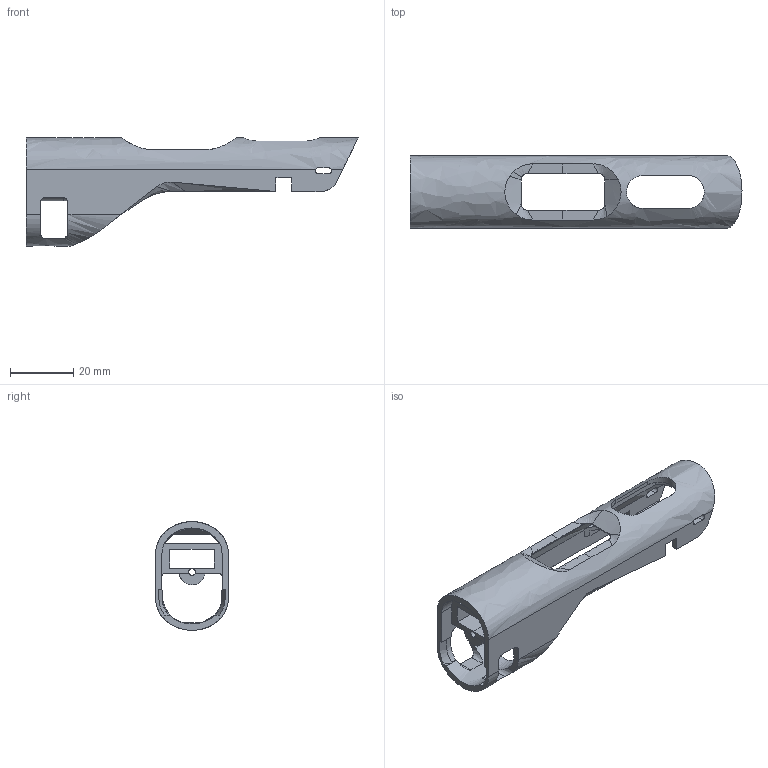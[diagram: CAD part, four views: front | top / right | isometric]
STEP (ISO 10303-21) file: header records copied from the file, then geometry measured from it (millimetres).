
FILE_DESCRIPTION(/* description */ (''),/* implementation_level */ '2;1');
FILE_NAME(/* name */ 'MAIN_B~1',/* time_stamp */ '2019-10-18T18:10:09+02:00',/* author */ (''),/* organization */ (''),/* preprocessor_version */ 'ST-DEVELOPER v16.5',/* originating_system */ '',/* authorisation */ '');
FILE_SCHEMA (('AUTOMOTIVE_DESIGN'));
Length unit declared in the file: millimetre
Products named in the file (1): Document
Bounding box: 105.13 x 23 x 34.41 mm (x, y, z)
Volume: 10677 mm3; surface area: 11788.5 mm2
Topology: 1 solids, 1 shells, 150 faces, 447 edges, 286 vertices
Faces by surface type: bspline 78, plane 72
Entity records: 7130 total; most frequent: CARTESIAN_POINT 4472, ORIENTED_EDGE 894, EDGE_CURVE 447, B_SPLINE_CURVE_WITH_KNOTS 301, VERTEX_POINT 286, EDGE_LOOP 157, ADVANCED_FACE 150, FACE_OUTER_BOUND 150
